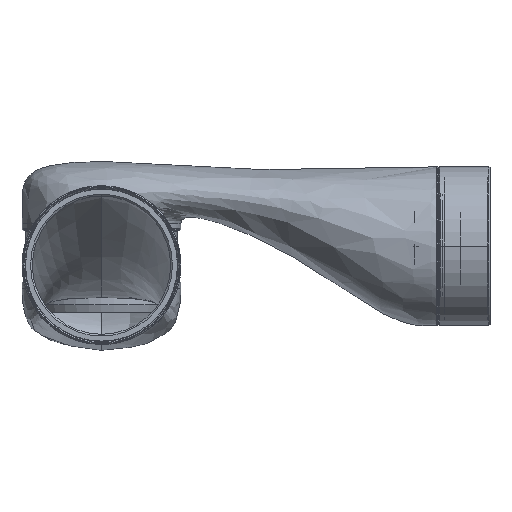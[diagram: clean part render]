
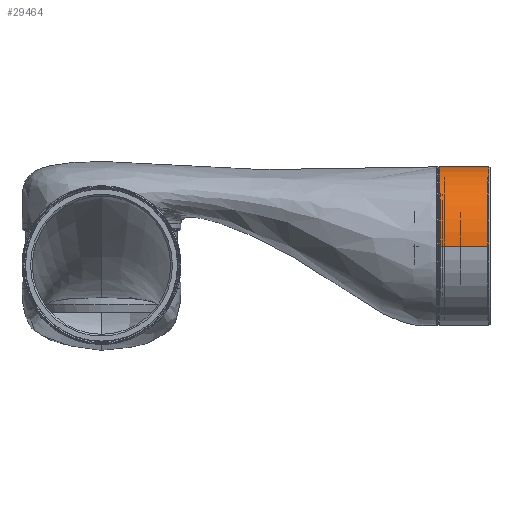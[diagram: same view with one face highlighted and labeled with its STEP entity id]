
A CAD part, top view. The second image highlights one B-rep face of the part: STEP entity #29464.
In plain terms, the highlighted cylindrical face has radius 46000 mm (diameter 92000 mm), a partial arc.
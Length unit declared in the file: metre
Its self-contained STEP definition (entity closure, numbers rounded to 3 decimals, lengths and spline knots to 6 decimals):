
#29396 = VERTEX_POINT('',#29397);
#29397 = CARTESIAN_POINT('',(195.6,0.,46.));
#29403 = EDGE_CURVE('',#29404,#29396,#29406,.T.);
#29404 = VERTEX_POINT('',#29405);
#29405 = CARTESIAN_POINT('',(195.6,0.,-46.));
#29406 = CIRCLE('',#29407,46.);
#29407 = AXIS2_PLACEMENT_3D('',#29408,#29409,#29410);
#29408 = CARTESIAN_POINT('',(195.6,0.,0.));
#29409 = DIRECTION('',(1.,0.,0.));
#29410 = DIRECTION('',(0.,-0.,-1.));
#29438 = VERTEX_POINT('',#29439);
#29439 = CARTESIAN_POINT('',(224.2,0.,-46.));
#29445 = EDGE_CURVE('',#29446,#29438,#29448,.T.);
#29446 = VERTEX_POINT('',#29447);
#29447 = CARTESIAN_POINT('',(224.2,0.,46.));
#29448 = CIRCLE('',#29449,46.);
#29449 = AXIS2_PLACEMENT_3D('',#29450,#29451,#29452);
#29450 = CARTESIAN_POINT('',(224.2,0.,0.));
#29451 = DIRECTION('',(-1.,-0.,0.));
#29452 = DIRECTION('',(0.,0.,-1.));
#29464 = ADVANCED_FACE('',(#29465),#29481,.T.);
#29465 = FACE_BOUND('',#29466,.T.);
#29466 = EDGE_LOOP('',(#29467,#29468,#29474,#29475));
#29467 = ORIENTED_EDGE('',*,*,#29445,.T.);
#29468 = ORIENTED_EDGE('',*,*,#29469,.T.);
#29469 = EDGE_CURVE('',#29438,#29404,#29470,.T.);
#29470 = LINE('',#29471,#29472);
#29471 = CARTESIAN_POINT('',(224.8,0.,-46.));
#29472 = VECTOR('',#29473,1.);
#29473 = DIRECTION('',(-1.,-0.,0.));
#29474 = ORIENTED_EDGE('',*,*,#29403,.T.);
#29475 = ORIENTED_EDGE('',*,*,#29476,.F.);
#29476 = EDGE_CURVE('',#29446,#29396,#29477,.T.);
#29477 = LINE('',#29478,#29479);
#29478 = CARTESIAN_POINT('',(224.8,0.,46.));
#29479 = VECTOR('',#29480,1.);
#29480 = DIRECTION('',(-1.,-0.,0.));
#29481 = CYLINDRICAL_SURFACE('',#29482,46.);
#29482 = AXIS2_PLACEMENT_3D('',#29483,#29484,#29485);
#29483 = CARTESIAN_POINT('',(224.8,0.,0.));
#29484 = DIRECTION('',(-1.,-0.,0.));
#29485 = DIRECTION('',(0.,0.,1.));
